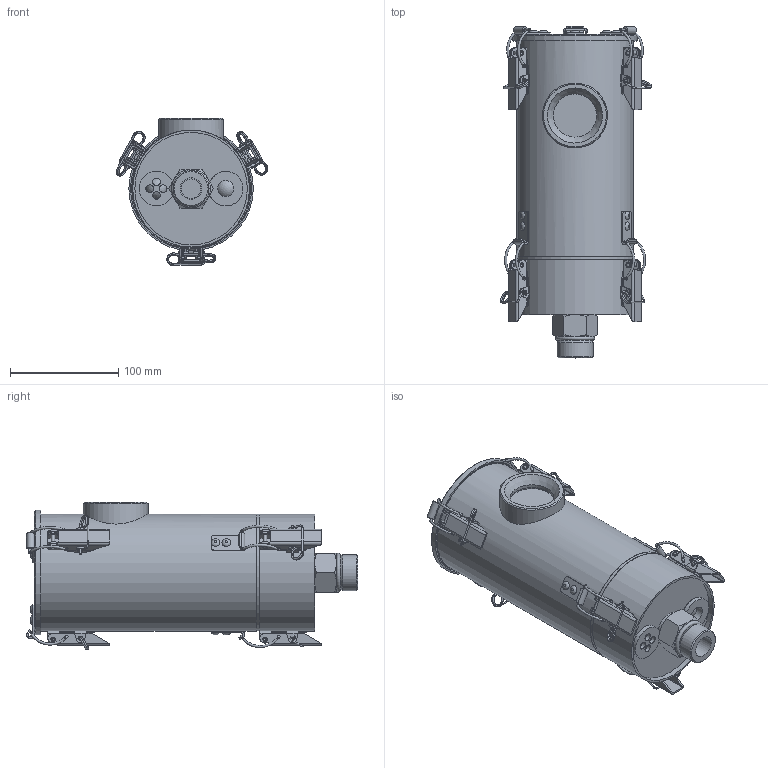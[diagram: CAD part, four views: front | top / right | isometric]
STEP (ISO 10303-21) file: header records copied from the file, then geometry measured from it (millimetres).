
FILE_DESCRIPTION (( 'STEP AP214' ), '1' );
FILE_NAME ('07.0001.09 ME-RV_3M_F_11_P3_XC_G1m.STEP', '2023-05-15T08:05:18', ( '' ), ( '' ), 'SwSTEP 2.0', 'SolidWorks 2020', '' );
FILE_SCHEMA (( 'AUTOMOTIVE_DESIGN' ));
Length unit declared in the file: millimetre
Products named in the file (1): 07.0001.09 ME-RV_3M_F_11_P3_XC_G1m
Bounding box: 139.79 x 306.8 x 136.39 mm (x, y, z)
Volume: 456542.8 mm3; surface area: 372057.4 mm2
Topology: 85 solids, 87 shells, 1464 faces, 3226 edges, 1922 vertices
Faces by surface type: plane 600, cylinder 537, torus 143, bspline 124, cone 50, sphere 10
Full cylindrical faces by diameter (mm): 1.4 x24, 2 x42, 2.4 x12, 2.5 x2, 3.1 x18, 3.2 x12, 3.3 x12, 4 x24, 4.1 x36, 4.2 x12, 7 x8, 15 x2, 16 x6, 18 x1, 20 x1, 22 x2, 23.44 x1, 24.12 x2, 26.4 x1, 26.441 x1, 27 x2, 27.8 x2, 28 x2, 28.1 x2, 29.25 x1, 30 x2, 31.6 x2, 31.8 x2, 31.9 x2, 32 x5
Entity records: 61180 total; most frequent: CARTESIAN_POINT 14853, DIRECTION 5814, ORIENTED_EDGE 5294, EDGE_CURVE 2647, AXIS2_PLACEMENT_3D 2380, EDGE_LOOP 2256, FACE_OUTER_BOUND 1878, VERTEX_POINT 1833
